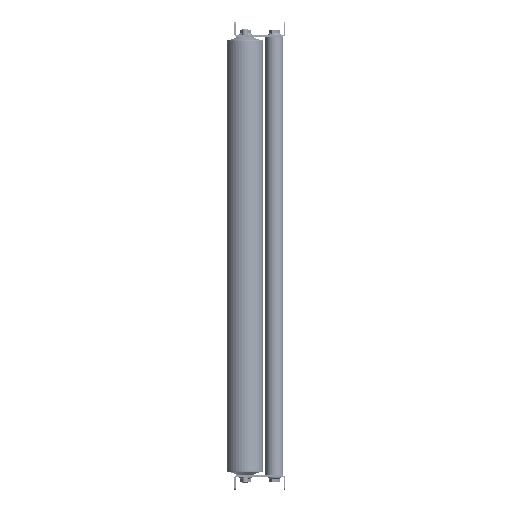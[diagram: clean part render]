
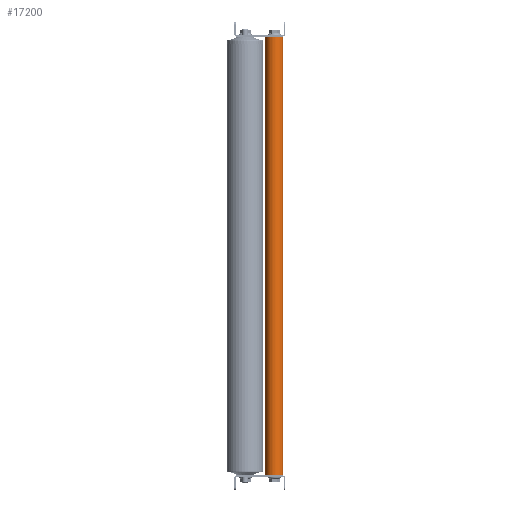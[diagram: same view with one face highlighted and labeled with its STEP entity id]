
A CAD part, left-side view. The second image highlights one B-rep face of the part: STEP entity #17200.
In plain terms, the highlighted cylindrical face has radius 12.5 mm (diameter 25 mm), a partial arc.
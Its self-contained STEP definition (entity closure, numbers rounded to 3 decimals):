
#734 = CARTESIAN_POINT ( 'NONE',  ( 1., 0., 12.5 ) ) ;
#5265 = EDGE_LOOP ( 'NONE', ( #35365, #7371, #26484, #7058 ) ) ;
#5676 = LINE ( 'NONE', #6300, #28805 ) ;
#5720 = EDGE_CURVE ( 'NONE', #16528, #36437, #28211, .T. ) ;
#5804 = CIRCLE ( 'NONE', #35515, 12.5 ) ;
#6300 = CARTESIAN_POINT ( 'NONE',  ( 600., 0., -12.5 ) ) ;
#6561 = CYLINDRICAL_SURFACE ( 'NONE', #30812, 12.5 ) ;
#6574 = VERTEX_POINT ( 'NONE', #10908 ) ;
#7058 = ORIENTED_EDGE ( 'NONE', *, *, #23845, .F. ) ;
#7371 = ORIENTED_EDGE ( 'NONE', *, *, #16835, .T. ) ;
#8122 = VECTOR ( 'NONE', #24070, 1000. ) ;
#9647 = DIRECTION ( 'NONE',  ( 1., 0., 0. ) ) ;
#9840 = FACE_OUTER_BOUND ( 'NONE', #5265, .T. ) ;
#10384 = AXIS2_PLACEMENT_3D ( 'NONE', #24746, #9647, #15438 ) ;
#10908 = CARTESIAN_POINT ( 'NONE',  ( 599., 0., -12.5 ) ) ;
#12112 = DIRECTION ( 'NONE',  ( -1., 0., 0. ) ) ;
#14801 = DIRECTION ( 'NONE',  ( 0., 0., -1. ) ) ;
#14934 = EDGE_CURVE ( 'NONE', #24657, #6574, #5804, .T. ) ;
#15438 = DIRECTION ( 'NONE',  ( 0., 0., -1. ) ) ;
#15945 = LINE ( 'NONE', #18644, #8122 ) ;
#16428 = DIRECTION ( 'NONE',  ( 0., 0., 1. ) ) ;
#16528 = VERTEX_POINT ( 'NONE', #24166 ) ;
#16835 = EDGE_CURVE ( 'NONE', #6574, #16528, #5676, .T. ) ;
#17200 = ADVANCED_FACE ( 'NONE', ( #9840 ), #6561, .T. ) ;
#18644 = CARTESIAN_POINT ( 'NONE',  ( 600., 0., 12.5 ) ) ;
#23845 = EDGE_CURVE ( 'NONE', #24657, #36437, #15945, .T. ) ;
#24070 = DIRECTION ( 'NONE',  ( -1., 0., 0. ) ) ;
#24166 = CARTESIAN_POINT ( 'NONE',  ( 1., 0., -12.5 ) ) ;
#24657 = VERTEX_POINT ( 'NONE', #26747 ) ;
#24746 = CARTESIAN_POINT ( 'NONE',  ( 1., 0., 0. ) ) ;
#26484 = ORIENTED_EDGE ( 'NONE', *, *, #5720, .T. ) ;
#26747 = CARTESIAN_POINT ( 'NONE',  ( 599., 0., 12.5 ) ) ;
#28211 = CIRCLE ( 'NONE', #10384, 12.5 ) ;
#28805 = VECTOR ( 'NONE', #40875, 1000. ) ;
#29256 = CARTESIAN_POINT ( 'NONE',  ( 600., 0., 0. ) ) ;
#30812 = AXIS2_PLACEMENT_3D ( 'NONE', #29256, #35505, #16428 ) ;
#35365 = ORIENTED_EDGE ( 'NONE', *, *, #14934, .T. ) ;
#35505 = DIRECTION ( 'NONE',  ( -1., 0., 0. ) ) ;
#35515 = AXIS2_PLACEMENT_3D ( 'NONE', #40508, #12112, #14801 ) ;
#36437 = VERTEX_POINT ( 'NONE', #734 ) ;
#40508 = CARTESIAN_POINT ( 'NONE',  ( 599., 0., 0. ) ) ;
#40875 = DIRECTION ( 'NONE',  ( -1., 0., 0. ) ) ;
